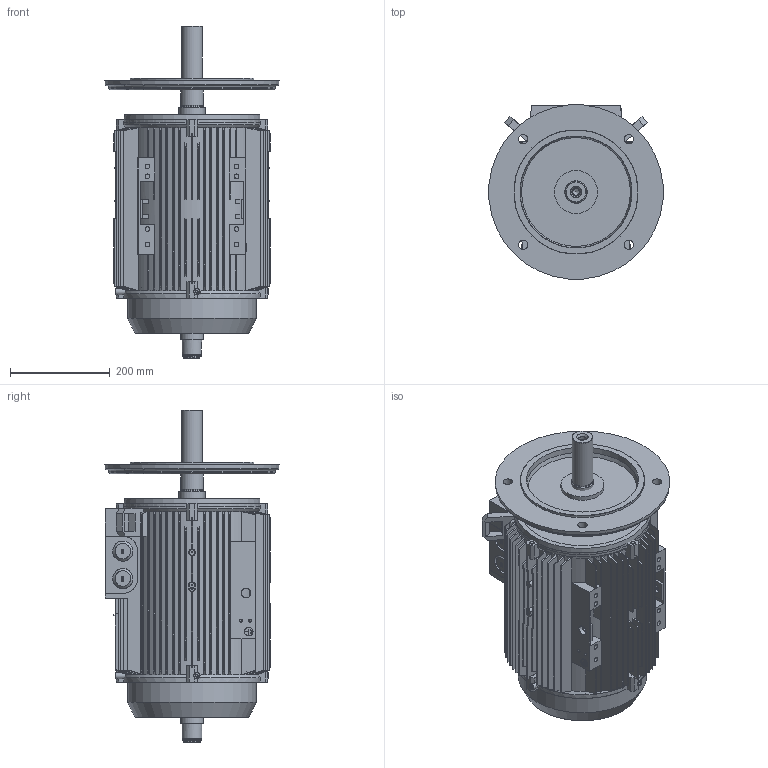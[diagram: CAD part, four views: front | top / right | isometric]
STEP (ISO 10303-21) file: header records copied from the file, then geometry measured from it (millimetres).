
FILE_DESCRIPTION(/* description */ (''),/* implementation_level */ '2;1');
FILE_NAME(/* name */ 'M2AA IE2 160 Long B35.stp',/* time_stamp */ '2015-07-06T16:17:18+02:00',/* author */ (''),/* organization */ (''),/* preprocessor_version */ 'ST-DEVELOPER v14',/* originating_system */ 'SIEMENS PLM Software NX 8.0',/* authorisation */ '');
FILE_SCHEMA (('CONFIG_CONTROL_DESIGN'));
Products named in the file (1): M2AA IE2 160 Long B35_igs
Bounding box: 349.71 x 349.71 x 666.85 mm (x, y, z)
Volume: 4579646.6 mm3; surface area: 1735248.8 mm2
Topology: 8 solids, 1028 shells, 1098 faces, 5178 edges, 5023 vertices
Faces by surface type: plane 690, cone 170, cylinder 133, bspline 96, torus 9
Full cylindrical faces by diameter (mm): 6.8 x2, 8 x1, 8.4 x1, 8.5 x8, 13 x1, 14 x3, 16 x1, 16.4 x1, 16.629 x1, 16.969 x1, 17 x1, 17.226 x1, 17.568 x1, 19 x4, 40 x1, 41.4 x1, 42 x1, 42.5 x1, 44.4 x2, 45 x3, 53 x1, 86.511 x1, 250 x1, 258.274 x1, 335 x1
Entity records: 67928 total; most frequent: CARTESIAN_POINT 30816, DIRECTION 5730, ORIENTED_EDGE 5226, EDGE_CURVE 5063, VERTEX_POINT 5018, LINE 2494, VECTOR 2494, B_SPLINE_CURVE_WITH_KNOTS 1894
